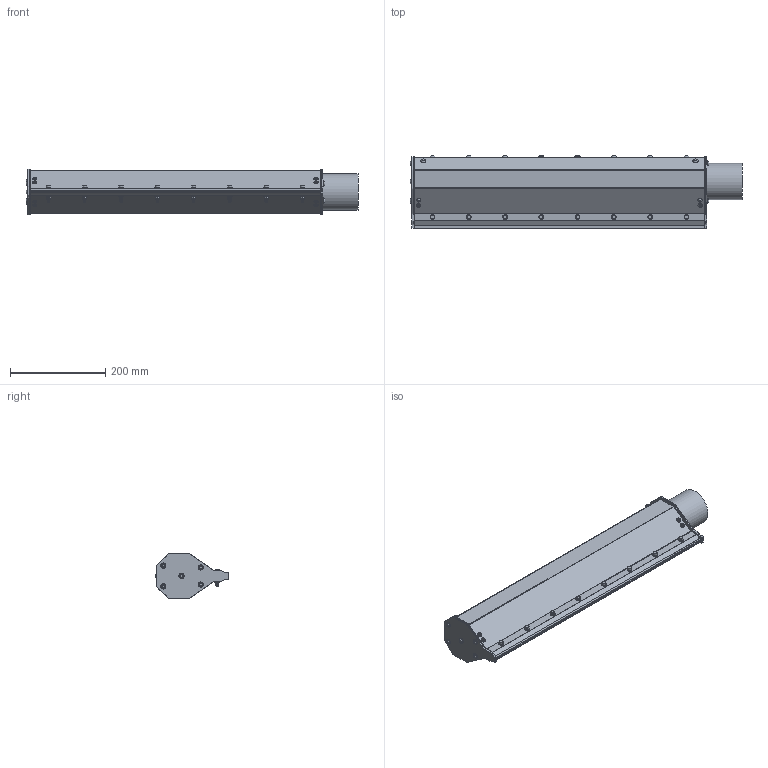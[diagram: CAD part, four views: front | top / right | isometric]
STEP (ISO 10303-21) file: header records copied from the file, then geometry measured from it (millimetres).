
FILE_DESCRIPTION(/* description */ (''),/* implementation_level */ '2;1');
FILE_NAME(/* name */ 'KAB0xxx24 DUMMY.stp',/* time_stamp */ '2018-02-19T09:29:02-05:00',/* author */ ('James'),/* organization */ (''),/* preprocessor_version */ 'ST-DEVELOPER v16.5',/* originating_system */ 'Autodesk Inventor 2017',/* authorisation */ '');
FILE_SCHEMA (('AUTOMOTIVE_DESIGN { 1 0 10303 214 3 1 1 }'));
Products named in the file (1): KAB0xxx24 DUMMY
Bounding box: 697.23 x 153.78 x 96.52 mm (x, y, z)
Volume: 5421687.9 mm3; surface area: 290270.5 mm2
Topology: 1 solids, 1 shells, 573 faces, 1244 edges, 810 vertices
Faces by surface type: plane 256, cylinder 144, cone 120, sphere 29, bspline 16, torus 8
Full cylindrical faces by diameter (mm): 7.6 x8, 8.5 x8, 9 x8, 9.5 x12, 10 x16, 10.135 x8, 10.5 x9, 11 x21, 76.2 x1
Entity records: 37719 total; most frequent: CARTESIAN_POINT 26015, DIRECTION 2386, ORIENTED_EDGE 2136, EDGE_CURVE 1068, AXIS2_PLACEMENT_3D 1016, EDGE_LOOP 833, VERTEX_POINT 757, FACE_OUTER_BOUND 573
